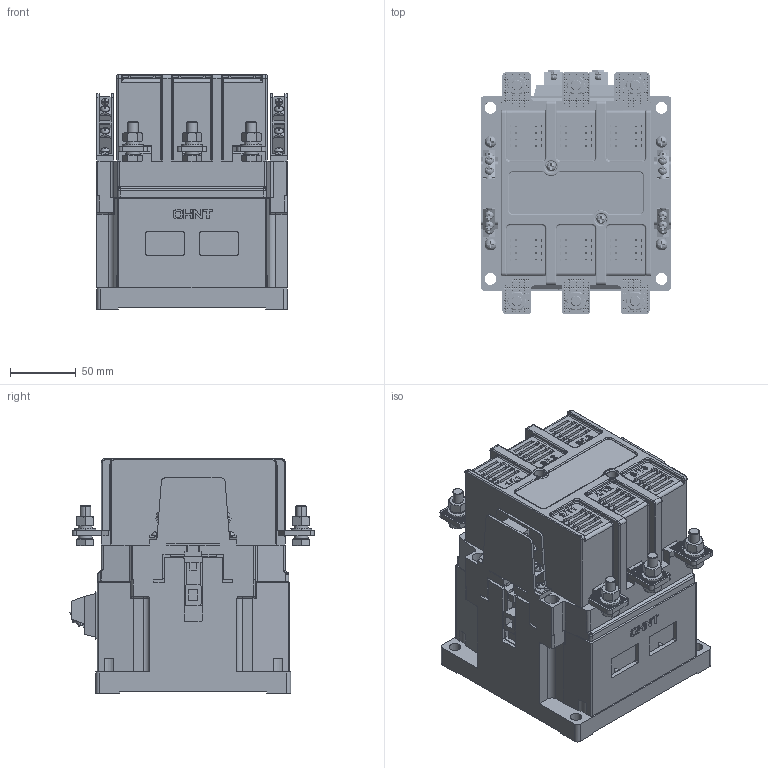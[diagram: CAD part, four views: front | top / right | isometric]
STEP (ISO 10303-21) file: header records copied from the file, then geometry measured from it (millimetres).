
FILE_DESCRIPTION((''),'2;1');
FILE_NAME('2400009_SW0001','2022-04-25T20:41:09',('chenmqing'),(''),'CREO PARAMETRIC BY PTC INC, 2020044','CREO PARAMETRIC BY PTC INC, 2020044','');
FILE_SCHEMA(('CONFIG_CONTROL_DESIGN','SHAPE_APPEARANCE_LAYERS_GROUPS'));
Products named in the file (1): 2400009_SW0001
Bounding box: 145 x 185.86 x 177.9 mm (x, y, z)
Volume: 2603449.8 mm3; surface area: 412652.3 mm2
Topology: 1 solids, 1 shells, 11796 faces, 31330 edges, 20464 vertices
Faces by surface type: plane 10246, cylinder 910, extrusion 222, cone 146, torus 110, bspline 110, sphere 52
Entity records: 443288 total; most frequent: CARTESIAN_POINT 79551, ORIENTED_EDGE 62660, DIRECTION 56325, EDGE_CURVE 31330, VECTOR 26353, LINE 26131, VERTEX_POINT 20464, AXIS2_PLACEMENT_3D 14986
